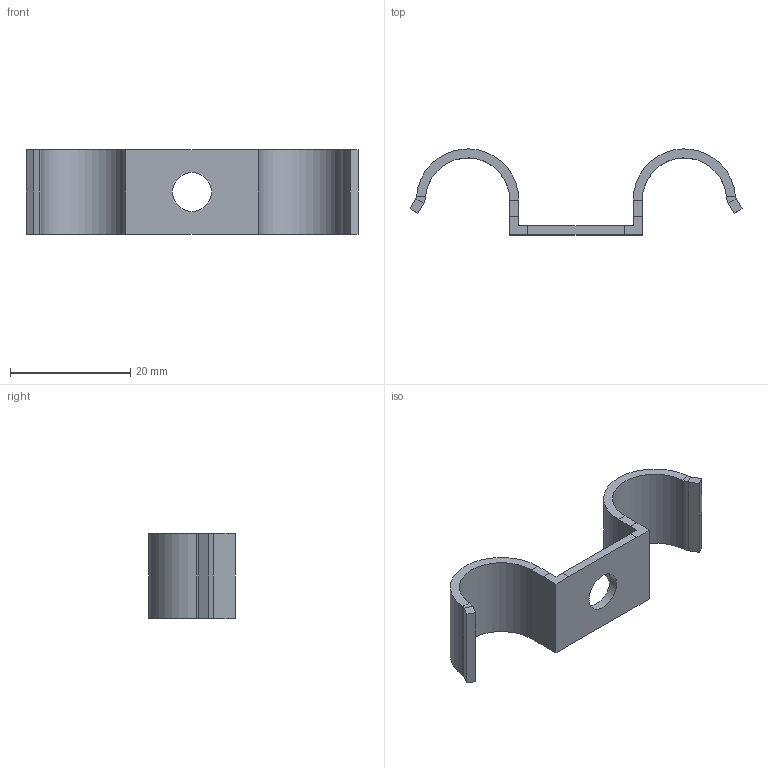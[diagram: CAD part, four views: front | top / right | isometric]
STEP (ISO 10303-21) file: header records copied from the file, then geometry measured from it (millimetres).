
FILE_DESCRIPTION (( 'STEP AP214' ), '1' );
FILE_NAME ('1009473.stp', '2022-03-23T14:23:10', ( '' ), ( '' ), 'SwSTEP 2.0', 'SolidWorks 2020', '' );
FILE_SCHEMA (( 'AUTOMOTIVE_DESIGN' ));
Length unit declared in the file: millimetre
Products named in the file (1): 1009473
Bounding box: 55.14 x 14.29 x 14 mm (x, y, z)
Volume: 1704.6 mm3; surface area: 2596.1 mm2
Topology: 1 solids, 1 shells, 43 faces, 99 edges, 58 vertices
Faces by surface type: plane 34, cylinder 9
Full cylindrical faces by diameter (mm): 6.5 x1
Entity records: 1212 total; most frequent: DIRECTION 204, CARTESIAN_POINT 200, ORIENTED_EDGE 196, EDGE_CURVE 98, LINE 80, VECTOR 80, AXIS2_PLACEMENT_3D 62, VERTEX_POINT 58
